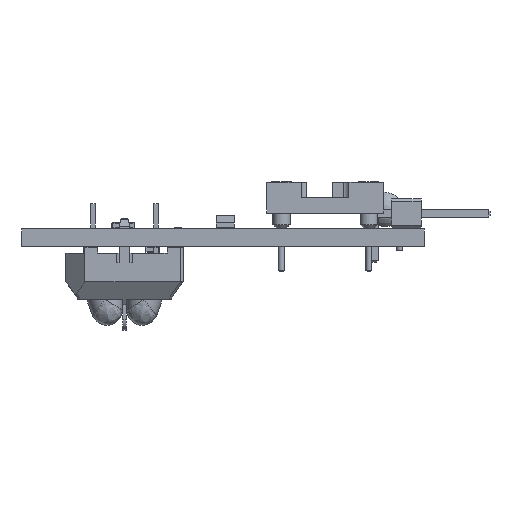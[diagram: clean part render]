
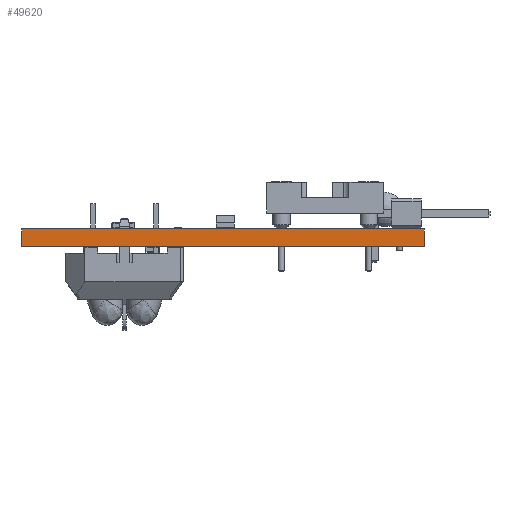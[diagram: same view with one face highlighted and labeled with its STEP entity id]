
A CAD part, left-side view. The second image highlights one B-rep face of the part: STEP entity #49620.
In plain terms, the highlighted planar face has unit normal (-1, 0, 0).
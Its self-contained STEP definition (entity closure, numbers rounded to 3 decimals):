
#49439 = PLANE('',#49440);
#49440 = AXIS2_PLACEMENT_3D('',#49441,#49442,#49443);
#49441 = CARTESIAN_POINT('',(150.571,-63.54,0.));
#49442 = DIRECTION('',(0.,-1.,0.));
#49443 = DIRECTION('',(-1.,0.,0.));
#49464 = VERTEX_POINT('',#49465);
#49465 = CARTESIAN_POINT('',(50.571,-63.54,1.51));
#49479 = PLANE('',#49480);
#49480 = AXIS2_PLACEMENT_3D('',#49481,#49482,#49483);
#49481 = CARTESIAN_POINT('',(0.,0.,1.51));
#49482 = DIRECTION('',(0.,0.,1.));
#49483 = DIRECTION('',(1.,0.,-0.));
#49491 = EDGE_CURVE('',#49492,#49464,#49494,.T.);
#49492 = VERTEX_POINT('',#49493);
#49493 = CARTESIAN_POINT('',(50.571,-63.54,0.));
#49494 = SURFACE_CURVE('',#49495,(#49499,#49506),.PCURVE_S1.);
#49495 = LINE('',#49496,#49497);
#49496 = CARTESIAN_POINT('',(50.571,-63.54,0.));
#49497 = VECTOR('',#49498,1.);
#49498 = DIRECTION('',(0.,0.,1.));
#49499 = PCURVE('',#49439,#49500);
#49500 = DEFINITIONAL_REPRESENTATION('',(#49501),#49505);
#49501 = LINE('',#49502,#49503);
#49502 = CARTESIAN_POINT('',(100.,0.));
#49503 = VECTOR('',#49504,1.);
#49504 = DIRECTION('',(0.,-1.));
#49505 = ( GEOMETRIC_REPRESENTATION_CONTEXT(2) 
PARAMETRIC_REPRESENTATION_CONTEXT() REPRESENTATION_CONTEXT('2D SPACE',''
  ) );
#49506 = PCURVE('',#49507,#49512);
#49507 = PLANE('',#49508);
#49508 = AXIS2_PLACEMENT_3D('',#49509,#49510,#49511);
#49509 = CARTESIAN_POINT('',(50.571,-63.54,0.));
#49510 = DIRECTION('',(-1.,0.,0.));
#49511 = DIRECTION('',(0.,1.,0.));
#49512 = DEFINITIONAL_REPRESENTATION('',(#49513),#49517);
#49513 = LINE('',#49514,#49515);
#49514 = CARTESIAN_POINT('',(0.,0.));
#49515 = VECTOR('',#49516,1.);
#49516 = DIRECTION('',(0.,-1.));
#49517 = ( GEOMETRIC_REPRESENTATION_CONTEXT(2) 
PARAMETRIC_REPRESENTATION_CONTEXT() REPRESENTATION_CONTEXT('2D SPACE',''
  ) );
#49533 = PLANE('',#49534);
#49534 = AXIS2_PLACEMENT_3D('',#49535,#49536,#49537);
#49535 = CARTESIAN_POINT('',(0.,0.,0.));
#49536 = DIRECTION('',(0.,0.,1.));
#49537 = DIRECTION('',(1.,0.,-0.));
#49566 = PLANE('',#49567);
#49567 = AXIS2_PLACEMENT_3D('',#49568,#49569,#49570);
#49568 = CARTESIAN_POINT('',(50.571,-28.54,0.));
#49569 = DIRECTION('',(0.,1.,0.));
#49570 = DIRECTION('',(1.,0.,0.));
#49620 = ADVANCED_FACE('',(#49621),#49507,.T.);
#49621 = FACE_BOUND('',#49622,.T.);
#49622 = EDGE_LOOP('',(#49623,#49624,#49647,#49670));
#49623 = ORIENTED_EDGE('',*,*,#49491,.T.);
#49624 = ORIENTED_EDGE('',*,*,#49625,.T.);
#49625 = EDGE_CURVE('',#49464,#49626,#49628,.T.);
#49626 = VERTEX_POINT('',#49627);
#49627 = CARTESIAN_POINT('',(50.571,-28.54,1.51));
#49628 = SURFACE_CURVE('',#49629,(#49633,#49640),.PCURVE_S1.);
#49629 = LINE('',#49630,#49631);
#49630 = CARTESIAN_POINT('',(50.571,-63.54,1.51));
#49631 = VECTOR('',#49632,1.);
#49632 = DIRECTION('',(0.,1.,0.));
#49633 = PCURVE('',#49507,#49634);
#49634 = DEFINITIONAL_REPRESENTATION('',(#49635),#49639);
#49635 = LINE('',#49636,#49637);
#49636 = CARTESIAN_POINT('',(0.,-1.51));
#49637 = VECTOR('',#49638,1.);
#49638 = DIRECTION('',(1.,0.));
#49639 = ( GEOMETRIC_REPRESENTATION_CONTEXT(2) 
PARAMETRIC_REPRESENTATION_CONTEXT() REPRESENTATION_CONTEXT('2D SPACE',''
  ) );
#49640 = PCURVE('',#49479,#49641);
#49641 = DEFINITIONAL_REPRESENTATION('',(#49642),#49646);
#49642 = LINE('',#49643,#49644);
#49643 = CARTESIAN_POINT('',(50.571,-63.54));
#49644 = VECTOR('',#49645,1.);
#49645 = DIRECTION('',(0.,1.));
#49646 = ( GEOMETRIC_REPRESENTATION_CONTEXT(2) 
PARAMETRIC_REPRESENTATION_CONTEXT() REPRESENTATION_CONTEXT('2D SPACE',''
  ) );
#49647 = ORIENTED_EDGE('',*,*,#49648,.F.);
#49648 = EDGE_CURVE('',#49649,#49626,#49651,.T.);
#49649 = VERTEX_POINT('',#49650);
#49650 = CARTESIAN_POINT('',(50.571,-28.54,0.));
#49651 = SURFACE_CURVE('',#49652,(#49656,#49663),.PCURVE_S1.);
#49652 = LINE('',#49653,#49654);
#49653 = CARTESIAN_POINT('',(50.571,-28.54,0.));
#49654 = VECTOR('',#49655,1.);
#49655 = DIRECTION('',(0.,0.,1.));
#49656 = PCURVE('',#49507,#49657);
#49657 = DEFINITIONAL_REPRESENTATION('',(#49658),#49662);
#49658 = LINE('',#49659,#49660);
#49659 = CARTESIAN_POINT('',(35.,0.));
#49660 = VECTOR('',#49661,1.);
#49661 = DIRECTION('',(0.,-1.));
#49662 = ( GEOMETRIC_REPRESENTATION_CONTEXT(2) 
PARAMETRIC_REPRESENTATION_CONTEXT() REPRESENTATION_CONTEXT('2D SPACE',''
  ) );
#49663 = PCURVE('',#49566,#49664);
#49664 = DEFINITIONAL_REPRESENTATION('',(#49665),#49669);
#49665 = LINE('',#49666,#49667);
#49666 = CARTESIAN_POINT('',(0.,0.));
#49667 = VECTOR('',#49668,1.);
#49668 = DIRECTION('',(0.,-1.));
#49669 = ( GEOMETRIC_REPRESENTATION_CONTEXT(2) 
PARAMETRIC_REPRESENTATION_CONTEXT() REPRESENTATION_CONTEXT('2D SPACE',''
  ) );
#49670 = ORIENTED_EDGE('',*,*,#49671,.F.);
#49671 = EDGE_CURVE('',#49492,#49649,#49672,.T.);
#49672 = SURFACE_CURVE('',#49673,(#49677,#49684),.PCURVE_S1.);
#49673 = LINE('',#49674,#49675);
#49674 = CARTESIAN_POINT('',(50.571,-63.54,0.));
#49675 = VECTOR('',#49676,1.);
#49676 = DIRECTION('',(0.,1.,0.));
#49677 = PCURVE('',#49507,#49678);
#49678 = DEFINITIONAL_REPRESENTATION('',(#49679),#49683);
#49679 = LINE('',#49680,#49681);
#49680 = CARTESIAN_POINT('',(0.,0.));
#49681 = VECTOR('',#49682,1.);
#49682 = DIRECTION('',(1.,0.));
#49683 = ( GEOMETRIC_REPRESENTATION_CONTEXT(2) 
PARAMETRIC_REPRESENTATION_CONTEXT() REPRESENTATION_CONTEXT('2D SPACE',''
  ) );
#49684 = PCURVE('',#49533,#49685);
#49685 = DEFINITIONAL_REPRESENTATION('',(#49686),#49690);
#49686 = LINE('',#49687,#49688);
#49687 = CARTESIAN_POINT('',(50.571,-63.54));
#49688 = VECTOR('',#49689,1.);
#49689 = DIRECTION('',(0.,1.));
#49690 = ( GEOMETRIC_REPRESENTATION_CONTEXT(2) 
PARAMETRIC_REPRESENTATION_CONTEXT() REPRESENTATION_CONTEXT('2D SPACE',''
  ) );
